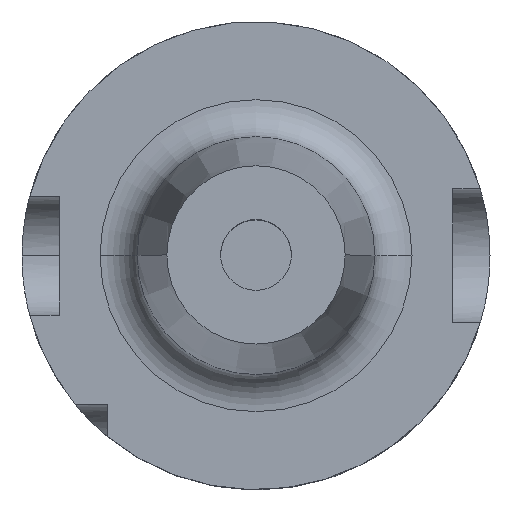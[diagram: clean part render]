
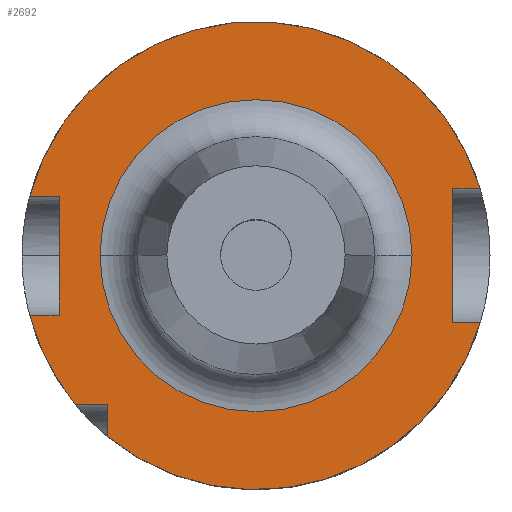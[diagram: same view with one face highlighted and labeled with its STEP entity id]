
A CAD part, top view. The second image highlights one B-rep face of the part: STEP entity #2692.
In plain terms, the highlighted planar face has unit normal (0, 0, 1).
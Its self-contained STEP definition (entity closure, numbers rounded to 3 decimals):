
#137 = CARTESIAN_POINT ( 'NONE',  ( 26.5, -9., 26. ) ) ;
#141 = VERTEX_POINT ( 'NONE', #2306 ) ;
#206 = VERTEX_POINT ( 'NONE', #137 ) ;
#218 = CARTESIAN_POINT ( 'NONE',  ( -26.5, 8., 26. ) ) ;
#252 = VERTEX_POINT ( 'NONE', #260 ) ;
#260 = CARTESIAN_POINT ( 'NONE',  ( -20., -20., 26. ) ) ;
#312 = VERTEX_POINT ( 'NONE', #978 ) ;
#327 = DIRECTION ( 'NONE',  ( -1., 0., 0. ) ) ;
#331 = CIRCLE ( 'NONE', #1389, 31.5 ) ;
#387 = ORIENTED_EDGE ( 'NONE', *, *, #3503, .T. ) ;
#415 = LINE ( 'NONE', #1893, #1781 ) ;
#432 = ORIENTED_EDGE ( 'NONE', *, *, #3562, .F. ) ;
#502 = CARTESIAN_POINT ( 'NONE',  ( 0., 8., 26. ) ) ;
#563 = CARTESIAN_POINT ( 'NONE',  ( -30.467, 8., 26. ) ) ;
#582 = ORIENTED_EDGE ( 'NONE', *, *, #3382, .T. ) ;
#595 = LINE ( 'NONE', #2777, #3524 ) ;
#599 = LINE ( 'NONE', #1002, #3253 ) ;
#601 = ORIENTED_EDGE ( 'NONE', *, *, #3559, .F. ) ;
#641 = EDGE_CURVE ( 'NONE', #312, #1229, #599, .T. ) ;
#654 = ORIENTED_EDGE ( 'NONE', *, *, #1270, .T. ) ;
#657 = CARTESIAN_POINT ( 'NONE',  ( -24.336, -20., 26. ) ) ;
#705 = CARTESIAN_POINT ( 'NONE',  ( 21., 0., 26. ) ) ;
#713 = CIRCLE ( 'NONE', #3097, 21. ) ;
#720 = DIRECTION ( 'NONE',  ( 0., 1., 0. ) ) ;
#749 = FACE_BOUND ( 'NONE', #3202, .T. ) ;
#812 = DIRECTION ( 'NONE',  ( 0., 0., -1. ) ) ;
#830 = CARTESIAN_POINT ( 'NONE',  ( 0., 0., 26. ) ) ;
#892 = CARTESIAN_POINT ( 'NONE',  ( 0., 0., 26. ) ) ;
#974 = CARTESIAN_POINT ( 'NONE',  ( -21., 0., 26. ) ) ;
#978 = CARTESIAN_POINT ( 'NONE',  ( -30.467, -8., 26. ) ) ;
#985 = LINE ( 'NONE', #3046, #1623 ) ;
#1002 = CARTESIAN_POINT ( 'NONE',  ( 0., -8., 26. ) ) ;
#1094 = VERTEX_POINT ( 'NONE', #974 ) ;
#1113 = DIRECTION ( 'NONE',  ( -1., 0., 0. ) ) ;
#1121 = DIRECTION ( 'NONE',  ( -1., 0., 0. ) ) ;
#1163 = VECTOR ( 'NONE', #1121, 1000. ) ;
#1167 = DIRECTION ( 'NONE',  ( -1., 0., 0. ) ) ;
#1197 = AXIS2_PLACEMENT_3D ( 'NONE', #2481, #812, #2774 ) ;
#1209 = ORIENTED_EDGE ( 'NONE', *, *, #3423, .F. ) ;
#1229 = VERTEX_POINT ( 'NONE', #2411 ) ;
#1270 = EDGE_CURVE ( 'NONE', #1094, #1995, #1393, .T. ) ;
#1354 = CARTESIAN_POINT ( 'NONE',  ( 0., 0., 26. ) ) ;
#1368 = VERTEX_POINT ( 'NONE', #2600 ) ;
#1389 = AXIS2_PLACEMENT_3D ( 'NONE', #1354, #3348, #1616 ) ;
#1393 = CIRCLE ( 'NONE', #2980, 21. ) ;
#1440 = AXIS2_PLACEMENT_3D ( 'NONE', #830, #2794, #1113 ) ;
#1444 = LINE ( 'NONE', #3419, #2103 ) ;
#1448 = DIRECTION ( 'NONE',  ( 1., 0., 0. ) ) ;
#1504 = ORIENTED_EDGE ( 'NONE', *, *, #3478, .F. ) ;
#1542 = DIRECTION ( 'NONE',  ( 1., 0., 0. ) ) ;
#1584 = DIRECTION ( 'NONE',  ( 0., 0., -1. ) ) ;
#1592 = DIRECTION ( 'NONE',  ( -1., 0., 0. ) ) ;
#1616 = DIRECTION ( 'NONE',  ( -1., 0., 0. ) ) ;
#1623 = VECTOR ( 'NONE', #2164, 1000. ) ;
#1633 = DIRECTION ( 'NONE',  ( 1., 0., 0. ) ) ;
#1704 = ORIENTED_EDGE ( 'NONE', *, *, #641, .F. ) ;
#1781 = VECTOR ( 'NONE', #720, 1000. ) ;
#1796 = ORIENTED_EDGE ( 'NONE', *, *, #3234, .F. ) ;
#1870 = VERTEX_POINT ( 'NONE', #2299 ) ;
#1883 = VECTOR ( 'NONE', #1592, 1000. ) ;
#1893 = CARTESIAN_POINT ( 'NONE',  ( 26.5, 21., 26. ) ) ;
#1946 = ORIENTED_EDGE ( 'NONE', *, *, #3668, .T. ) ;
#1995 = VERTEX_POINT ( 'NONE', #705 ) ;
#2024 = VERTEX_POINT ( 'NONE', #3560 ) ;
#2103 = VECTOR ( 'NONE', #327, 1000. ) ;
#2155 = AXIS2_PLACEMENT_3D ( 'NONE', #2863, #3163, #1448 ) ;
#2164 = DIRECTION ( 'NONE',  ( 0., 1., 0. ) ) ;
#2197 = CARTESIAN_POINT ( 'NONE',  ( 0., 9., 26. ) ) ;
#2272 = VECTOR ( 'NONE', #1633, 1000. ) ;
#2299 = CARTESIAN_POINT ( 'NONE',  ( 30.187, -9., 26. ) ) ;
#2306 = CARTESIAN_POINT ( 'NONE',  ( 30.187, 9., 26. ) ) ;
#2378 = LINE ( 'NONE', #2197, #2272 ) ;
#2411 = CARTESIAN_POINT ( 'NONE',  ( -26.5, -8., 26. ) ) ;
#2481 = CARTESIAN_POINT ( 'NONE',  ( 0., 0., 26. ) ) ;
#2521 = ORIENTED_EDGE ( 'NONE', *, *, #3312, .T. ) ;
#2564 = LINE ( 'NONE', #3090, #1163 ) ;
#2586 = PLANE ( 'NONE',  #2155 ) ;
#2600 = CARTESIAN_POINT ( 'NONE',  ( -20., -24.336, 26. ) ) ;
#2618 = ORIENTED_EDGE ( 'NONE', *, *, #3569, .F. ) ;
#2692 = ADVANCED_FACE ( 'NONE', ( #2882, #749 ), #2586, .T. ) ;
#2765 = CIRCLE ( 'NONE', #1440, 31.5 ) ;
#2774 = DIRECTION ( 'NONE',  ( -1., 0., 0. ) ) ;
#2777 = CARTESIAN_POINT ( 'NONE',  ( -20., 21., 26. ) ) ;
#2794 = DIRECTION ( 'NONE',  ( 0., 0., -1. ) ) ;
#2851 = DIRECTION ( 'NONE',  ( 0., 0., -1. ) ) ;
#2863 = CARTESIAN_POINT ( 'NONE',  ( 0., 21., 26. ) ) ;
#2882 = FACE_OUTER_BOUND ( 'NONE', #3176, .T. ) ;
#2980 = AXIS2_PLACEMENT_3D ( 'NONE', #892, #2851, #1167 ) ;
#3046 = CARTESIAN_POINT ( 'NONE',  ( -26.5, 21., 26. ) ) ;
#3049 = VERTEX_POINT ( 'NONE', #657 ) ;
#3090 = CARTESIAN_POINT ( 'NONE',  ( 0., -9., 26. ) ) ;
#3097 = AXIS2_PLACEMENT_3D ( 'NONE', #3314, #1584, #3619 ) ;
#3139 = CIRCLE ( 'NONE', #1197, 31.5 ) ;
#3162 = ORIENTED_EDGE ( 'NONE', *, *, #3280, .F. ) ;
#3163 = DIRECTION ( 'NONE',  ( 0., 0., 1. ) ) ;
#3176 = EDGE_LOOP ( 'NONE', ( #1209, #1796, #3162, #2521, #387, #582, #2618, #1504, #432, #1704, #601 ) ) ;
#3202 = EDGE_LOOP ( 'NONE', ( #654, #1946 ) ) ;
#3234 = EDGE_CURVE ( 'NONE', #1368, #252, #595, .T. ) ;
#3253 = VECTOR ( 'NONE', #1542, 1000. ) ;
#3280 = EDGE_CURVE ( 'NONE', #1870, #1368, #2765, .T. ) ;
#3312 = EDGE_CURVE ( 'NONE', #1870, #206, #2564, .T. ) ;
#3314 = CARTESIAN_POINT ( 'NONE',  ( 0., 0., 26. ) ) ;
#3345 = VERTEX_POINT ( 'NONE', #563 ) ;
#3348 = DIRECTION ( 'NONE',  ( 0., 0., -1. ) ) ;
#3359 = DIRECTION ( 'NONE',  ( 0., 1., 0. ) ) ;
#3382 = EDGE_CURVE ( 'NONE', #2024, #141, #2378, .T. ) ;
#3419 = CARTESIAN_POINT ( 'NONE',  ( 0., -20., 26. ) ) ;
#3421 = LINE ( 'NONE', #502, #1883 ) ;
#3423 = EDGE_CURVE ( 'NONE', #252, #3049, #1444, .T. ) ;
#3478 = EDGE_CURVE ( 'NONE', #3650, #3345, #3421, .T. ) ;
#3503 = EDGE_CURVE ( 'NONE', #206, #2024, #415, .T. ) ;
#3524 = VECTOR ( 'NONE', #3359, 1000. ) ;
#3559 = EDGE_CURVE ( 'NONE', #3049, #312, #331, .T. ) ;
#3560 = CARTESIAN_POINT ( 'NONE',  ( 26.5, 9., 26. ) ) ;
#3562 = EDGE_CURVE ( 'NONE', #1229, #3650, #985, .T. ) ;
#3569 = EDGE_CURVE ( 'NONE', #3345, #141, #3139, .T. ) ;
#3619 = DIRECTION ( 'NONE',  ( -1., 0., 0. ) ) ;
#3650 = VERTEX_POINT ( 'NONE', #218 ) ;
#3668 = EDGE_CURVE ( 'NONE', #1995, #1094, #713, .T. ) ;
